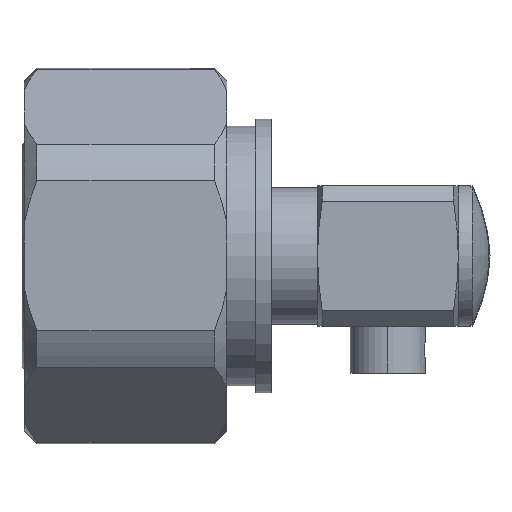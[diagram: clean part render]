
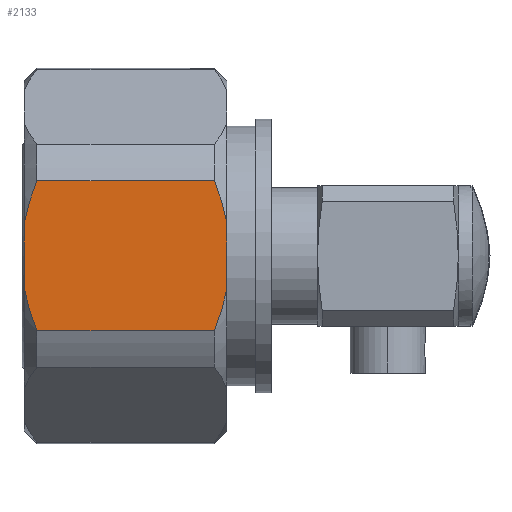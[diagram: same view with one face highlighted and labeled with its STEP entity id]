
A CAD part, top view. The second image highlights one B-rep face of the part: STEP entity #2133.
In plain terms, the highlighted planar face has unit normal (0, 0, 1).
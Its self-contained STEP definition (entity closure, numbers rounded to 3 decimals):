
#12 = CARTESIAN_POINT ( 'NONE',  ( -24.564, -6.351, 11. ) ) ;
#31 = VERTEX_POINT ( 'NONE', #2169 ) ;
#98 = CARTESIAN_POINT ( 'NONE',  ( -36.714, -4.796, 11. ) ) ;
#131 = DIRECTION ( 'NONE',  ( 0., 1., 0. ) ) ;
#596 = VERTEX_POINT ( 'NONE', #10758 ) ;
#707 = EDGE_CURVE ( 'NONE', #6175, #10371, #8876, .T. ) ;
#777 = CARTESIAN_POINT ( 'NONE',  ( -24.564, 2.107, 11. ) ) ;
#1158 = EDGE_CURVE ( 'NONE', #596, #31, #11408, .T. ) ;
#1254 = CARTESIAN_POINT ( 'NONE',  ( -24.564, -6.351, 11. ) ) ;
#1500 = VERTEX_POINT ( 'NONE', #2939 ) ;
#1533 = CARTESIAN_POINT ( 'NONE',  ( -36.714, -4.796, 11. ) ) ;
#1764 = CARTESIAN_POINT ( 'NONE',  ( -25.364, 4.796, 11. ) ) ;
#1821 = DIRECTION ( 'NONE',  ( 0., 1., 0. ) ) ;
#1859 = ORIENTED_EDGE ( 'NONE', *, *, #8103, .T. ) ;
#1866 = EDGE_CURVE ( 'NONE', #31, #10871, #9636, .T. ) ;
#1880 = CARTESIAN_POINT ( 'NONE',  ( -37.514, -6.351, 11. ) ) ;
#2056 = LINE ( 'NONE', #9547, #4793 ) ;
#2133 = ADVANCED_FACE ( 'NONE', ( #7860 ), #5292, .T. ) ;
#2169 = CARTESIAN_POINT ( 'NONE',  ( -24.564, 2.107, 11. ) ) ;
#2433 = DIRECTION ( 'NONE',  ( 0., -1., 0. ) ) ;
#2504 = CARTESIAN_POINT ( 'NONE',  ( -36.714, 4.796, 11. ) ) ;
#2785 = B_SPLINE_CURVE_WITH_KNOTS ( 'NONE', 3,
 ( #2504, #5369, #9938, #6228 ),
 .UNSPECIFIED., .F., .F.,
 ( 4, 4 ),
 ( 0., 1. ),
 .UNSPECIFIED. ) ;
#2939 = CARTESIAN_POINT ( 'NONE',  ( -36.714, 4.796, 11. ) ) ;
#3012 = DIRECTION ( 'NONE',  ( 1., 0., 0. ) ) ;
#3043 = DIRECTION ( 'NONE',  ( -1., 0., 0. ) ) ;
#3410 = ORIENTED_EDGE ( 'NONE', *, *, #11666, .F. ) ;
#3630 = CARTESIAN_POINT ( 'NONE',  ( -24.994, 3.869, 11. ) ) ;
#3668 = CARTESIAN_POINT ( 'NONE',  ( -24.564, -2.107, 11. ) ) ;
#4003 = CARTESIAN_POINT ( 'NONE',  ( 0., -4.796, 11. ) ) ;
#4069 = VERTEX_POINT ( 'NONE', #8952 ) ;
#4086 = EDGE_CURVE ( 'NONE', #4069, #6175, #11807, .T. ) ;
#4293 = DIRECTION ( 'NONE',  ( 0., 0., 1. ) ) ;
#4557 = CARTESIAN_POINT ( 'NONE',  ( -24.727, 2.972, 11. ) ) ;
#4580 = EDGE_CURVE ( 'NONE', #1500, #11926, #2785, .T. ) ;
#4677 = LINE ( 'NONE', #1880, #8297 ) ;
#4720 = CARTESIAN_POINT ( 'NONE',  ( -25.364, -4.796, 11. ) ) ;
#4793 = VECTOR ( 'NONE', #3043, 1000. ) ;
#4805 = ORIENTED_EDGE ( 'NONE', *, *, #1158, .T. ) ;
#5292 = PLANE ( 'NONE',  #5997 ) ;
#5369 = CARTESIAN_POINT ( 'NONE',  ( -37.085, 3.869, 11. ) ) ;
#5997 = AXIS2_PLACEMENT_3D ( 'NONE', #1254, #4293, #2433 ) ;
#6175 = VERTEX_POINT ( 'NONE', #98 ) ;
#6228 = CARTESIAN_POINT ( 'NONE',  ( -37.514, 2.107, 11. ) ) ;
#7169 = CARTESIAN_POINT ( 'NONE',  ( -37.514, -2.107, 11. ) ) ;
#7352 = EDGE_CURVE ( 'NONE', #10871, #1500, #2056, .T. ) ;
#7860 = FACE_OUTER_BOUND ( 'NONE', #10239, .T. ) ;
#8103 = EDGE_CURVE ( 'NONE', #10371, #596, #9952, .T. ) ;
#8148 = CARTESIAN_POINT ( 'NONE',  ( -37.085, -3.869, 11. ) ) ;
#8209 = CARTESIAN_POINT ( 'NONE',  ( -37.351, -2.972, 11. ) ) ;
#8297 = VECTOR ( 'NONE', #1821, 1000. ) ;
#8535 = CARTESIAN_POINT ( 'NONE',  ( -24.994, -3.869, 11. ) ) ;
#8876 = LINE ( 'NONE', #4003, #9515 ) ;
#8925 = VECTOR ( 'NONE', #131, 1000. ) ;
#8952 = CARTESIAN_POINT ( 'NONE',  ( -37.514, -2.107, 11. ) ) ;
#8953 = ORIENTED_EDGE ( 'NONE', *, *, #4580, .T. ) ;
#9216 = ORIENTED_EDGE ( 'NONE', *, *, #4086, .T. ) ;
#9255 = ORIENTED_EDGE ( 'NONE', *, *, #707, .T. ) ;
#9360 = CARTESIAN_POINT ( 'NONE',  ( -24.727, -2.972, 11. ) ) ;
#9515 = VECTOR ( 'NONE', #3012, 1000. ) ;
#9547 = CARTESIAN_POINT ( 'NONE',  ( 0., 4.796, 11. ) ) ;
#9636 = B_SPLINE_CURVE_WITH_KNOTS ( 'NONE', 3,
 ( #777, #4557, #3630, #1764 ),
 .UNSPECIFIED., .F., .F.,
 ( 4, 4 ),
 ( 0., 1. ),
 .UNSPECIFIED. ) ;
#9938 = CARTESIAN_POINT ( 'NONE',  ( -37.351, 2.972, 11. ) ) ;
#9952 = B_SPLINE_CURVE_WITH_KNOTS ( 'NONE', 3,
 ( #4720, #8535, #9360, #3668 ),
 .UNSPECIFIED., .F., .F.,
 ( 4, 4 ),
 ( 0., 1. ),
 .UNSPECIFIED. ) ;
#9992 = CARTESIAN_POINT ( 'NONE',  ( -25.364, -4.796, 11. ) ) ;
#10239 = EDGE_LOOP ( 'NONE', ( #9216, #9255, #1859, #4805, #11878, #11947, #8953, #3410 ) ) ;
#10371 = VERTEX_POINT ( 'NONE', #9992 ) ;
#10453 = CARTESIAN_POINT ( 'NONE',  ( -25.364, 4.796, 11. ) ) ;
#10758 = CARTESIAN_POINT ( 'NONE',  ( -24.564, -2.107, 11. ) ) ;
#10871 = VERTEX_POINT ( 'NONE', #10453 ) ;
#11361 = CARTESIAN_POINT ( 'NONE',  ( -37.514, 2.107, 11. ) ) ;
#11408 = LINE ( 'NONE', #12, #8925 ) ;
#11666 = EDGE_CURVE ( 'NONE', #4069, #11926, #4677, .T. ) ;
#11807 = B_SPLINE_CURVE_WITH_KNOTS ( 'NONE', 3,
 ( #7169, #8209, #8148, #1533 ),
 .UNSPECIFIED., .F., .F.,
 ( 4, 4 ),
 ( 0., 1. ),
 .UNSPECIFIED. ) ;
#11878 = ORIENTED_EDGE ( 'NONE', *, *, #1866, .T. ) ;
#11926 = VERTEX_POINT ( 'NONE', #11361 ) ;
#11947 = ORIENTED_EDGE ( 'NONE', *, *, #7352, .T. ) ;
